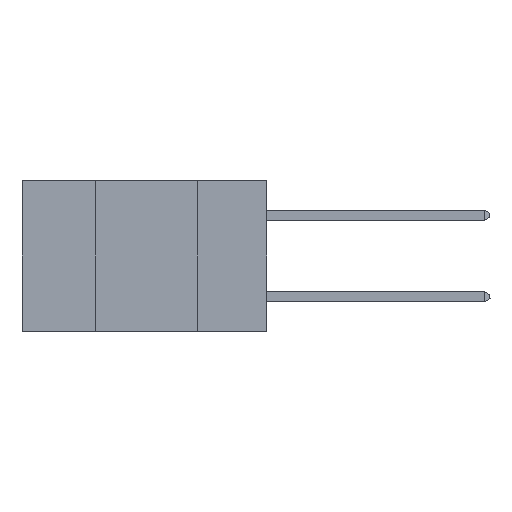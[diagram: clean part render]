
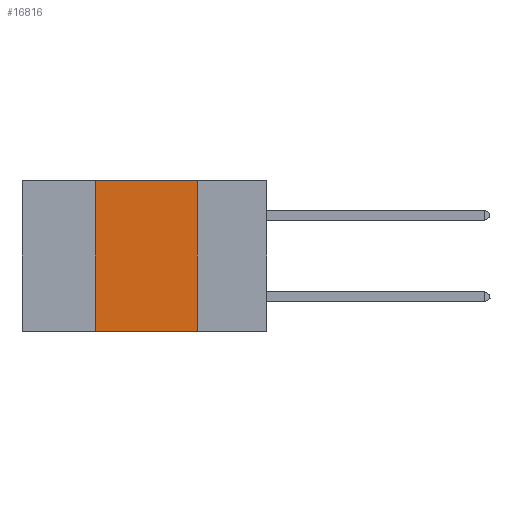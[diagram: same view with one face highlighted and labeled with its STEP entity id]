
A CAD part, left-side view. The second image highlights one B-rep face of the part: STEP entity #16816.
In plain terms, the highlighted planar face has unit normal (-1, 0, 0).
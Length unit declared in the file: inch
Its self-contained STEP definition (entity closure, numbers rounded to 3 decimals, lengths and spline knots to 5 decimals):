
#570 = CARTESIAN_POINT ( 'NONE',  ( 0., 0.17, 0. ) ) ;
#1080 = ORIENTED_EDGE ( 'NONE', *, *, #19773, .T. ) ;
#1543 = CARTESIAN_POINT ( 'NONE',  ( 0., 0.17, -0.37 ) ) ;
#1725 = LINE ( 'NONE', #9428, #21498 ) ;
#3578 = VECTOR ( 'NONE', #11148, 39.37008 ) ;
#3982 = DIRECTION ( 'NONE',  ( 0., 0., 1. ) ) ;
#6163 = FACE_OUTER_BOUND ( 'NONE', #8202, .T. ) ;
#6768 = PLANE ( 'NONE',  #22625 ) ;
#7153 = EDGE_CURVE ( 'NONE', #20433, #7462, #10431, .T. ) ;
#7462 = VERTEX_POINT ( 'NONE', #1543 ) ;
#8202 = EDGE_LOOP ( 'NONE', ( #21676, #12809, #17503, #1080 ) ) ;
#8584 = VERTEX_POINT ( 'NONE', #16302 ) ;
#9428 = CARTESIAN_POINT ( 'NONE',  ( 0., 0.42, 0. ) ) ;
#10127 = EDGE_CURVE ( 'NONE', #11188, #8584, #1725, .T. ) ;
#10431 = LINE ( 'NONE', #23296, #19748 ) ;
#11148 = DIRECTION ( 'NONE',  ( 0., -1., 0. ) ) ;
#11188 = VERTEX_POINT ( 'NONE', #21584 ) ;
#11249 = CARTESIAN_POINT ( 'NONE',  ( 0., 0.6, -0.37 ) ) ;
#12809 = ORIENTED_EDGE ( 'NONE', *, *, #14487, .F. ) ;
#13160 = CARTESIAN_POINT ( 'NONE',  ( 0., 0.6, 0. ) ) ;
#13941 = CARTESIAN_POINT ( 'NONE',  ( 0., 0.6, 0. ) ) ;
#14487 = EDGE_CURVE ( 'NONE', #8584, #20433, #15214, .T. ) ;
#15214 = LINE ( 'NONE', #13160, #3578 ) ;
#16302 = CARTESIAN_POINT ( 'NONE',  ( 0., 0.42, 0. ) ) ;
#16816 = ADVANCED_FACE ( 'NONE', ( #6163 ), #6768, .F. ) ;
#17503 = ORIENTED_EDGE ( 'NONE', *, *, #10127, .F. ) ;
#17914 = DIRECTION ( 'NONE',  ( 0., 0., -1. ) ) ;
#18825 = DIRECTION ( 'NONE',  ( 0., -1., 0. ) ) ;
#19497 = DIRECTION ( 'NONE',  ( 1., 0., 0. ) ) ;
#19748 = VECTOR ( 'NONE', #17914, 39.37008 ) ;
#19773 = EDGE_CURVE ( 'NONE', #11188, #7462, #23710, .T. ) ;
#20433 = VERTEX_POINT ( 'NONE', #570 ) ;
#21151 = VECTOR ( 'NONE', #18825, 39.37008 ) ;
#21498 = VECTOR ( 'NONE', #3982, 39.37008 ) ;
#21514 = DIRECTION ( 'NONE',  ( 0., 0., -1. ) ) ;
#21584 = CARTESIAN_POINT ( 'NONE',  ( 0., 0.42, -0.37 ) ) ;
#21676 = ORIENTED_EDGE ( 'NONE', *, *, #7153, .F. ) ;
#22625 = AXIS2_PLACEMENT_3D ( 'NONE', #13941, #19497, #21514 ) ;
#23296 = CARTESIAN_POINT ( 'NONE',  ( 0., 0.17, 0. ) ) ;
#23710 = LINE ( 'NONE', #11249, #21151 ) ;
